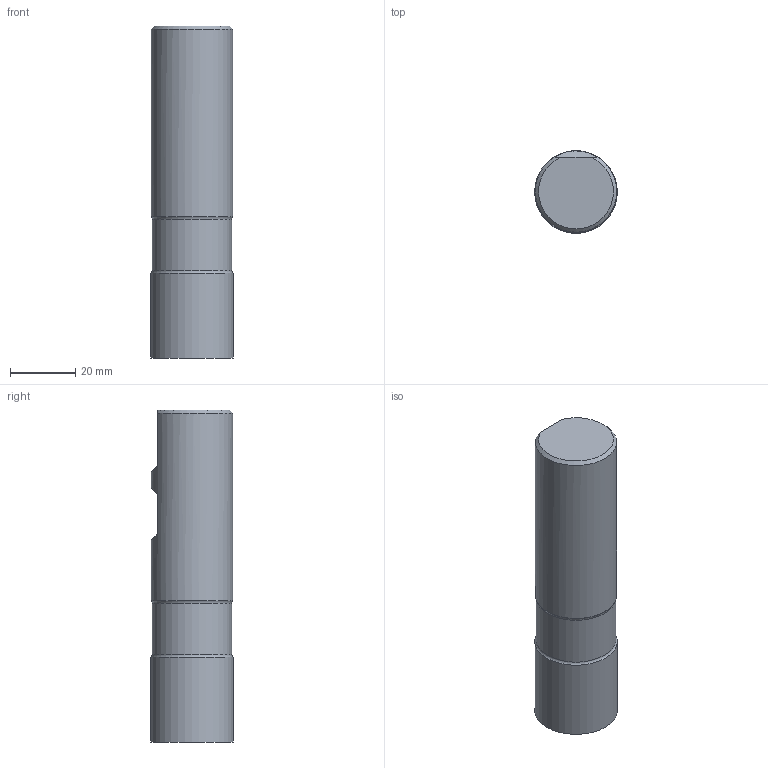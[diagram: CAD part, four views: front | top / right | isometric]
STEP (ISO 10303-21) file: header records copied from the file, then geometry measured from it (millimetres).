
FILE_DESCRIPTION(/* description */ ('C1101'),/* implementation_level */ '2;1');
FILE_NAME(/* name */ 'CAPP~~240521111259~C1101~MOD~TM01_00~ISO~FR.STP',/* time_stamp */ '2024-05-21T11:18:43+02:00',/* author */ ('System'),/* organization */ ('Dormer Pramet'),/* preprocessor_version */ 'ST-DEVELOPER v16.7',/* originating_system */ 'SIEMENS PLM Software NX 12.0',/* authorisation */ '');
FILE_SCHEMA (('AUTOMOTIVE_DESIGN { 1 0 10303 214 3 1 1 1 }'));
Length unit declared in the file: millimetre
Products named in the file (1): CAPP~~240521111259~C1101~MOD~TM01_00~ISO~FR
Bounding box: 25.4 x 25.4 x 102 mm (x, y, z)
Volume: 49546.2 mm3; surface area: 9984.5 mm2
Topology: 2 solids, 2 shells, 16 faces, 32 edges, 23 vertices
Faces by surface type: plane 9, cylinder 3, cone 2, torus 2
Full cylindrical faces by diameter (mm): 24.5 x1, 25 x1, 25.4 x1
Entity records: 434 total; most frequent: CARTESIAN_POINT 73, DIRECTION 72, ORIENTED_EDGE 44, AXIS2_PLACEMENT_3D 32, EDGE_LOOP 23, EDGE_CURVE 22, VERTEX_POINT 17, ADVANCED_FACE 16
